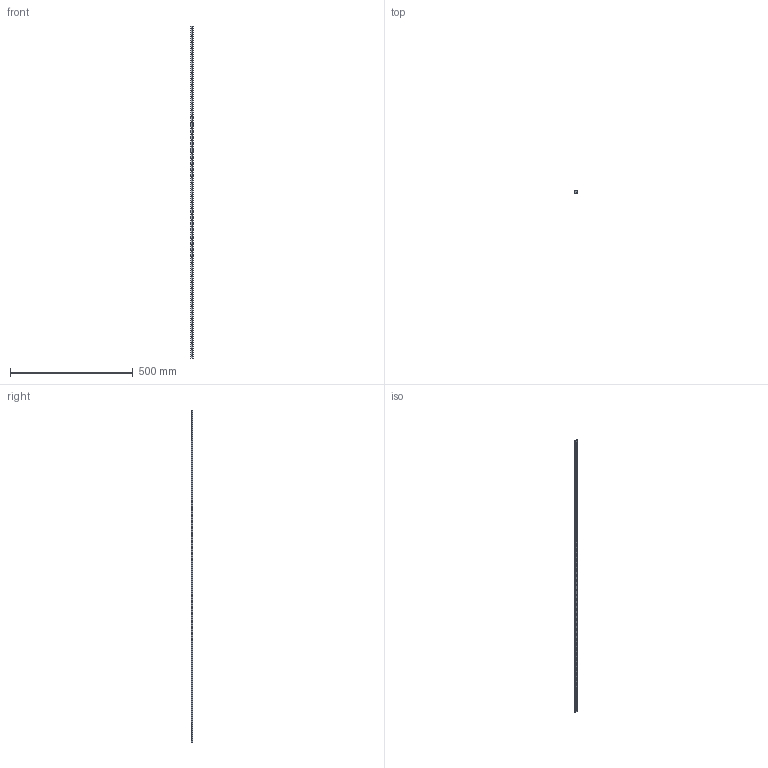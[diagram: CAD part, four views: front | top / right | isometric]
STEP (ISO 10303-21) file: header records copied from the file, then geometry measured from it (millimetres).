
FILE_DESCRIPTION (( 'STEP AP214' ), '1' );
FILE_NAME ('MGN12 LINEAR GUIDE RAIL, CONFIGURABLE, 1350 mm.STEP', '2018-10-15T06:56:41', ( '' ), ( '' ), 'SwSTEP 2.0', 'SolidWorks 2018', '' );
FILE_SCHEMA (( 'AUTOMOTIVE_DESIGN' ));
Length unit declared in the file: millimetre
Products named in the file (2): MGN12 LINEAR GUIDE RAIL, CONFIGURABLE, 1350 mm
Bounding box: 11.97 x 8 x 1350 mm (x, y, z)
Volume: 113897.7 mm3; surface area: 63142.6 mm2
Topology: 1 solids, 1 shells, 308 faces, 918 edges, 612 vertices
Faces by surface type: cylinder 235, plane 73
Entity records: 11289 total; most frequent: CARTESIAN_POINT 2326, DIRECTION 2008, ORIENTED_EDGE 1836, EDGE_CURVE 918, AXIS2_PLACEMENT_3D 834, VERTEX_POINT 612, CIRCLE 524, EDGE_LOOP 416
